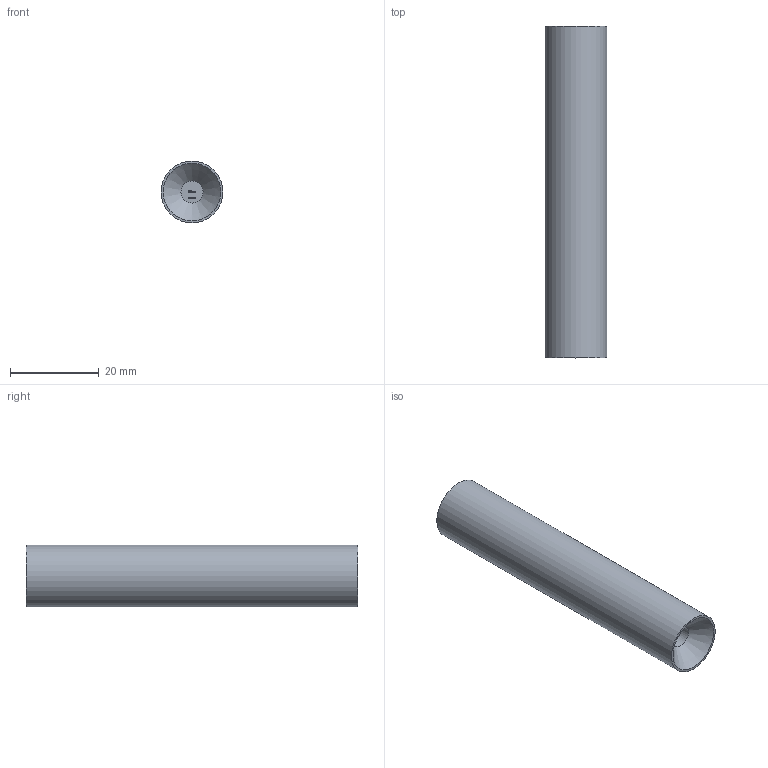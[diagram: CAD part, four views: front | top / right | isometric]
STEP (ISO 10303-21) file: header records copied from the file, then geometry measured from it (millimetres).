
FILE_DESCRIPTION (( 'STEP AP203' ), '1' );
FILE_NAME ('50415-240.step', '2023-09-15T08:00:34', ( '' ), ( '' ), 'SwSTEP 2.0', 'SolidWorks 2018', '' );
FILE_SCHEMA (( 'CONFIG_CONTROL_DESIGN' ));
Length unit declared in the file: millimetre
Products named in the file (1): 50415-240
Bounding box: 14 x 75 x 14 mm (x, y, z)
Volume: 11031.9 mm3; surface area: 3825.2 mm2
Topology: 1 solids, 18 shells, 243 faces, 596 edges, 397 vertices
Faces by surface type: plane 110, bspline 88, cone 43, cylinder 2
Full cylindrical faces by diameter (mm): 5 x1, 14 x1
Entity records: 11590 total; most frequent: CARTESIAN_POINT 6912, ORIENTED_EDGE 1186, EDGE_CURVE 593, DIRECTION 506, VERTEX_POINT 397, B_SPLINE_CURVE_WITH_KNOTS 370, EDGE_LOOP 254, FACE_OUTER_BOUND 228
